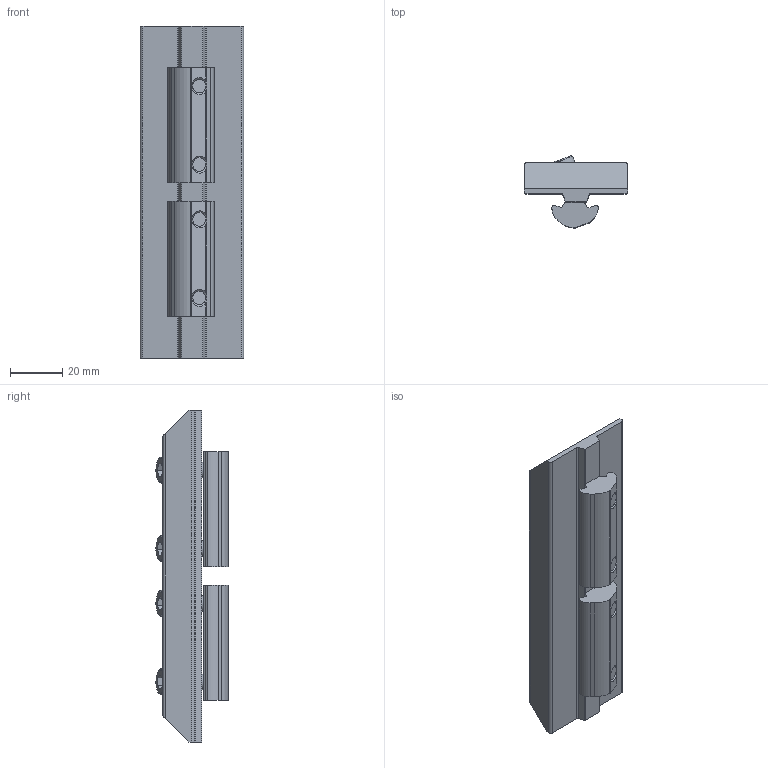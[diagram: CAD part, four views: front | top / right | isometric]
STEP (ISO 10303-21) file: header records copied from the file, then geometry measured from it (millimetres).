
FILE_DESCRIPTION (( 'STEP AP214' ), '1' );
FILE_NAME ('40mm SD Butt Joint Joining Plate Kit (40CJP-0421-004-01).STEP', '2023-07-31T21:44:35', ( '' ), ( '' ), 'SwSTEP 2.0', 'SolidWorks 2020', '' );
FILE_SCHEMA (( 'AUTOMOTIVE_DESIGN' ));
Length unit declared in the file: millimetre
Products named in the file (1): 40mm SD Butt Joint Joining Plate Kit (40CJP-0421-004-01)
Bounding box: 39.5 x 27.58 x 127 mm (x, y, z)
Volume: 69722.6 mm3; surface area: 23403.6 mm2
Topology: 7 solids, 7 shells, 240 faces, 566 edges, 348 vertices
Faces by surface type: cylinder 84, plane 76, cone 40, bspline 24, torus 16
Entity records: 9894 total; most frequent: CARTESIAN_POINT 1759, ORIENTED_EDGE 1132, DIRECTION 1104, EDGE_CURVE 566, AXIS2_PLACEMENT_3D 413, VERTEX_POINT 348, VECTOR 278, LINE 278
